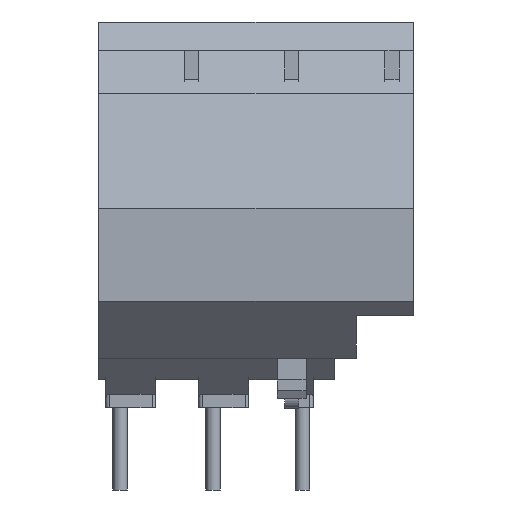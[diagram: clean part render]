
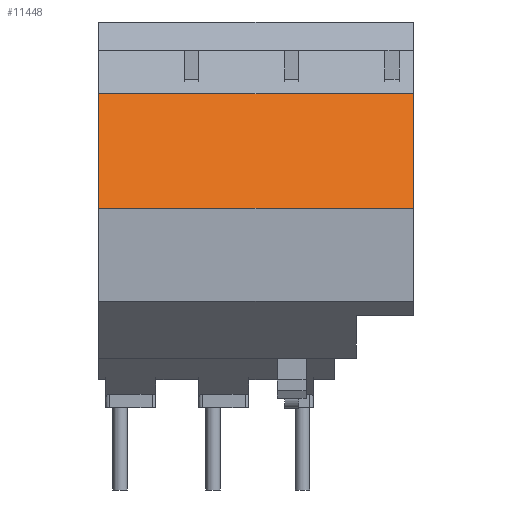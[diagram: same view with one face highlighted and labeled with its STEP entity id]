
A CAD part, front view. The second image highlights one B-rep face of the part: STEP entity #11448.
In plain terms, the highlighted planar face has unit normal (0, -0.925, 0.38).
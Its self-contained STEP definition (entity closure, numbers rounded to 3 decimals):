
#353 = DIRECTION ( 'NONE',  ( 0., 0.38, 0.925 ) ) ;
#1453 = EDGE_CURVE ( 'NONE', #11542, #8766, #2852, .T. ) ;
#1841 = DIRECTION ( 'NONE',  ( -1., 0., 0. ) ) ;
#2321 = DIRECTION ( 'NONE',  ( 0., 0.925, -0.38 ) ) ;
#2541 = CARTESIAN_POINT ( 'NONE',  ( 44., -37.429, 13.5 ) ) ;
#2795 = CARTESIAN_POINT ( 'NONE',  ( 44., -44., -2.5 ) ) ;
#2852 = LINE ( 'NONE', #11359, #12480 ) ;
#3175 = DIRECTION ( 'NONE',  ( 0., -0.38, -0.925 ) ) ;
#3504 = LINE ( 'NONE', #8118, #10988 ) ;
#4852 = CARTESIAN_POINT ( 'NONE',  ( 0., -44., -2.5 ) ) ;
#5748 = LINE ( 'NONE', #2795, #6838 ) ;
#6052 = CARTESIAN_POINT ( 'NONE',  ( 0., -37.429, 13.5 ) ) ;
#6776 = CARTESIAN_POINT ( 'NONE',  ( 44., -37.429, 13.5 ) ) ;
#6838 = VECTOR ( 'NONE', #8695, 1000. ) ;
#6962 = ORIENTED_EDGE ( 'NONE', *, *, #8780, .T. ) ;
#7369 = DIRECTION ( 'NONE',  ( 0., -0.38, -0.925 ) ) ;
#7592 = EDGE_LOOP ( 'NONE', ( #9658, #7833, #9497, #6962 ) ) ;
#7833 = ORIENTED_EDGE ( 'NONE', *, *, #8224, .F. ) ;
#8118 = CARTESIAN_POINT ( 'NONE',  ( 0., -36.77, 15.102 ) ) ;
#8224 = EDGE_CURVE ( 'NONE', #8766, #9433, #5748, .T. ) ;
#8266 = CARTESIAN_POINT ( 'NONE',  ( 44., -36.77, 15.102 ) ) ;
#8327 = AXIS2_PLACEMENT_3D ( 'NONE', #8266, #2321, #353 ) ;
#8695 = DIRECTION ( 'NONE',  ( -1., 0., 0. ) ) ;
#8766 = VERTEX_POINT ( 'NONE', #11875 ) ;
#8780 = EDGE_CURVE ( 'NONE', #11542, #12060, #12238, .T. ) ;
#9433 = VERTEX_POINT ( 'NONE', #4852 ) ;
#9454 = VECTOR ( 'NONE', #1841, 1000. ) ;
#9497 = ORIENTED_EDGE ( 'NONE', *, *, #1453, .F. ) ;
#9658 = ORIENTED_EDGE ( 'NONE', *, *, #10016, .T. ) ;
#10016 = EDGE_CURVE ( 'NONE', #12060, #9433, #3504, .T. ) ;
#10988 = VECTOR ( 'NONE', #3175, 1000. ) ;
#11359 = CARTESIAN_POINT ( 'NONE',  ( 44., -36.77, 15.102 ) ) ;
#11448 = ADVANCED_FACE ( 'NONE', ( #12643 ), #12450, .F. ) ;
#11542 = VERTEX_POINT ( 'NONE', #2541 ) ;
#11875 = CARTESIAN_POINT ( 'NONE',  ( 44., -44., -2.5 ) ) ;
#12060 = VERTEX_POINT ( 'NONE', #6052 ) ;
#12238 = LINE ( 'NONE', #6776, #9454 ) ;
#12450 = PLANE ( 'NONE',  #8327 ) ;
#12480 = VECTOR ( 'NONE', #7369, 1000. ) ;
#12643 = FACE_OUTER_BOUND ( 'NONE', #7592, .T. ) ;
